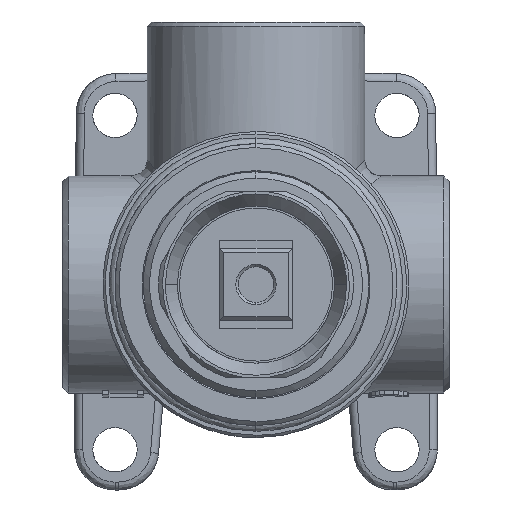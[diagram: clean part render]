
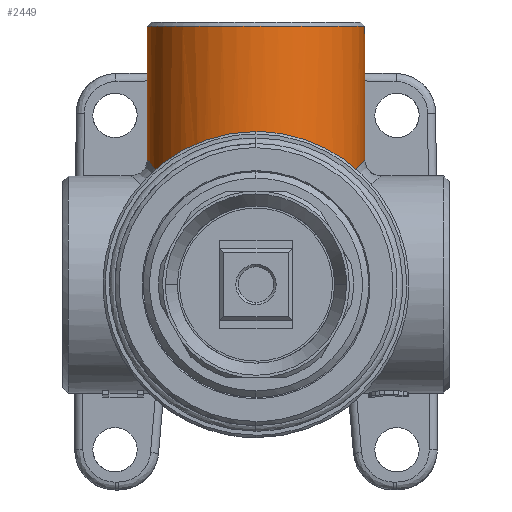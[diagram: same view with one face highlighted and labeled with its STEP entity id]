
A CAD part, front view. The second image highlights one B-rep face of the part: STEP entity #2449.
In plain terms, the highlighted cylindrical face has radius 13.5 mm (diameter 27 mm), a partial arc.
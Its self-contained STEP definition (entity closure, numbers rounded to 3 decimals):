
#1022=B_SPLINE_CURVE_WITH_KNOTS('',3,(#27300,#27301,#27302,#27303,#27304,
#27305,#27306,#27307,#27308,#27309,#27310,#27311,#27312,#27313,#27314,#27315,
#27316),.UNSPECIFIED.,.F.,.F.,(4,1,1,1,1,1,1,1,1,1,1,1,1,1,4),(0.,1.099,
2.198,3.297,4.396,5.495,6.594,
7.693,8.793,9.892,10.991,12.09,
13.189,14.288,15.387),.UNSPECIFIED.);
#1025=B_SPLINE_CURVE_WITH_KNOTS('',1,(#27342,#27343),.UNSPECIFIED.,.F.,
 .F.,(2,2),(-2.225,0.),.UNSPECIFIED.);
#1026=B_SPLINE_CURVE_WITH_KNOTS('',3,(#27344,#27345,#27346,#27347,#27348,
#27349,#27350,#27351,#27352,#27353,#27354,#27355,#27356,#27357,#27358,#27359,
#27360,#27361,#27362,#27363,#27364,#27365,#27366,#27367,#27368,#27369,#27370,
#27371,#27372,#27373,#27374,#27375),.UNSPECIFIED.,.F.,.F.,(4,1,1,1,1,1,
1,1,1,1,1,1,1,1,1,1,1,1,1,1,1,1,1,1,1,1,1,1,1,4),(-25.115,-24.249,
-23.383,-22.517,-21.651,-20.785,
-19.919,-19.053,-18.187,-17.321,
-16.455,-15.589,-14.723,-13.857,
-12.991,-12.125,-11.259,-10.393,
-9.526,-8.66,-7.794,-6.928,
-6.062,-5.196,-4.33,-3.464,
-2.598,-1.732,-0.866,0.),
 .UNSPECIFIED.);
#1027=B_SPLINE_CURVE_WITH_KNOTS('',1,(#27376,#27377),.UNSPECIFIED.,.F.,
 .F.,(2,2),(-16.6,0.),.UNSPECIFIED.);
#1028=B_SPLINE_CURVE_WITH_KNOTS('',1,(#27383,#27384),.UNSPECIFIED.,.F.,
 .F.,(2,2),(-16.6,0.),.UNSPECIFIED.);
#1030=B_SPLINE_CURVE_WITH_KNOTS('',1,(#27390,#27391),.UNSPECIFIED.,.F.,
 .F.,(2,2),(0.,2.225),.UNSPECIFIED.);
#1050=B_SPLINE_CURVE_WITH_KNOTS('',3,(#27556,#27557,#27558,#27559,#27560,
#27561,#27562,#27563,#27564,#27565,#27566,#27567),.UNSPECIFIED.,.F.,.F.,
(4,1,1,1,1,1,1,1,1,4),(0.,1.712,3.424,5.136,
6.848,8.56,10.272,11.983,13.695,
15.407),.UNSPECIFIED.);
#1822=CYLINDRICAL_SURFACE('',#11821,13.5);
#2449=ADVANCED_FACE('',(#3154),#1822,.T.);
#3154=FACE_OUTER_BOUND('',#3908,.T.);
#3908=EDGE_LOOP('',(#6791,#6792,#6793,#6794,#6795,#6796,#6797,#6798));
#6791=ORIENTED_EDGE('',*,*,#8987,.T.);
#6792=ORIENTED_EDGE('',*,*,#8997,.T.);
#6793=ORIENTED_EDGE('',*,*,#8996,.T.);
#6794=ORIENTED_EDGE('',*,*,#8995,.T.);
#6795=ORIENTED_EDGE('',*,*,#9026,.T.);
#6796=ORIENTED_EDGE('',*,*,#9000,.T.);
#6797=ORIENTED_EDGE('',*,*,#8994,.T.);
#6798=ORIENTED_EDGE('',*,*,#8993,.T.);
#8987=EDGE_CURVE('',#10845,#10911,#1022,.T.);
#8993=EDGE_CURVE('',#10844,#10845,#1025,.T.);
#8994=EDGE_CURVE('',#10847,#10844,#1026,.T.);
#8995=EDGE_CURVE('',#10914,#10913,#1027,.T.);
#8996=EDGE_CURVE('',#10915,#10914,#9892,.T.);
#8997=EDGE_CURVE('',#10911,#10915,#1028,.T.);
#9000=EDGE_CURVE('',#10912,#10847,#1030,.T.);
#9026=EDGE_CURVE('',#10913,#10912,#1050,.T.);
#9892=(
BOUNDED_CURVE()
B_SPLINE_CURVE(2,(#27378,#27379,#27380,#27381,#27382),.UNSPECIFIED.,.F.,
 .F.)
B_SPLINE_CURVE_WITH_KNOTS((3,2,3),(-42.412,-21.206,
0.),.UNSPECIFIED.)
CURVE()
GEOMETRIC_REPRESENTATION_ITEM()
RATIONAL_B_SPLINE_CURVE((1.,0.707,1.,0.707,1.))
REPRESENTATION_ITEM('')
);
#10844=VERTEX_POINT('',#24784);
#10845=VERTEX_POINT('',#24785);
#10847=VERTEX_POINT('',#24787);
#10911=VERTEX_POINT('',#24851);
#10912=VERTEX_POINT('',#24852);
#10913=VERTEX_POINT('',#24853);
#10914=VERTEX_POINT('',#24854);
#10915=VERTEX_POINT('',#24855);
#11821=AXIS2_PLACEMENT_3D('',#21568,#12340,$);
#12340=DIRECTION('',(-1.,0.,0.));
#21568=CARTESIAN_POINT('',(20.333,0.,0.));
#24784=CARTESIAN_POINT('',(10.79,-7.46,11.251));
#24785=CARTESIAN_POINT('',(8.566,-7.46,11.251));
#24787=CARTESIAN_POINT('',(10.79,7.46,11.251));
#24851=CARTESIAN_POINT('',(15.5,-13.5,0.));
#24852=CARTESIAN_POINT('',(8.566,7.46,11.251));
#24853=CARTESIAN_POINT('',(15.5,13.5,0.));
#24854=CARTESIAN_POINT('',(32.1,13.5,0.));
#24855=CARTESIAN_POINT('',(32.1,-13.5,0.));
#27300=CARTESIAN_POINT('',(8.566,-7.46,11.251));
#27301=CARTESIAN_POINT('',(8.954,-7.798,11.027));
#27302=CARTESIAN_POINT('',(9.702,-8.45,10.552));
#27303=CARTESIAN_POINT('',(10.757,-9.369,9.745));
#27304=CARTESIAN_POINT('',(11.679,-10.172,8.899));
#27305=CARTESIAN_POINT('',(12.448,-10.841,8.066));
#27306=CARTESIAN_POINT('',(13.089,-11.4,7.251));
#27307=CARTESIAN_POINT('',(13.623,-11.865,6.46));
#27308=CARTESIAN_POINT('',(14.064,-12.249,5.695));
#27309=CARTESIAN_POINT('',(14.418,-12.558,4.974));
#27310=CARTESIAN_POINT('',(14.709,-12.811,4.28));
#27311=CARTESIAN_POINT('',(14.965,-13.034,3.547));
#27312=CARTESIAN_POINT('',(15.179,-13.22,2.774));
#27313=CARTESIAN_POINT('',(15.346,-13.366,1.958));
#27314=CARTESIAN_POINT('',(15.465,-13.47,1.062));
#27315=CARTESIAN_POINT('',(15.5,-13.5,0.367));
#27316=CARTESIAN_POINT('',(15.5,-13.5,0.));
#27342=CARTESIAN_POINT('',(10.79,-7.46,11.251));
#27343=CARTESIAN_POINT('',(8.566,-7.46,11.251));
#27344=CARTESIAN_POINT('',(10.79,7.46,11.251));
#27345=CARTESIAN_POINT('',(11.266,7.46,11.251));
#27346=CARTESIAN_POINT('',(12.164,7.393,11.296));
#27347=CARTESIAN_POINT('',(13.39,7.122,11.471));
#27348=CARTESIAN_POINT('',(14.392,6.752,11.693));
#27349=CARTESIAN_POINT('',(15.214,6.332,11.926));
#27350=CARTESIAN_POINT('',(15.91,5.875,12.159));
#27351=CARTESIAN_POINT('',(16.528,5.369,12.391));
#27352=CARTESIAN_POINT('',(17.087,4.804,12.622));
#27353=CARTESIAN_POINT('',(17.582,4.182,12.842));
#27354=CARTESIAN_POINT('',(17.984,3.544,13.032));
#27355=CARTESIAN_POINT('',(18.282,2.95,13.178));
#27356=CARTESIAN_POINT('',(18.515,2.365,13.296));
#27357=CARTESIAN_POINT('',(18.704,1.732,13.394));
#27358=CARTESIAN_POINT('',(18.833,1.085,13.461));
#27359=CARTESIAN_POINT('',(18.901,0.448,13.498));
#27360=CARTESIAN_POINT('',(18.913,-0.187,13.504));
#27361=CARTESIAN_POINT('',(18.868,-0.822,13.48));
#27362=CARTESIAN_POINT('',(18.765,-1.459,13.426));
#27363=CARTESIAN_POINT('',(18.612,-2.061,13.346));
#27364=CARTESIAN_POINT('',(18.412,-2.642,13.244));
#27365=CARTESIAN_POINT('',(18.128,-3.278,13.102));
#27366=CARTESIAN_POINT('',(17.748,-3.937,12.919));
#27367=CARTESIAN_POINT('',(17.294,-4.559,12.712));
#27368=CARTESIAN_POINT('',(16.773,-5.135,12.49));
#27369=CARTESIAN_POINT('',(16.18,-5.669,12.257));
#27370=CARTESIAN_POINT('',(15.469,-6.18,12.007));
#27371=CARTESIAN_POINT('',(14.589,-6.669,11.742));
#27372=CARTESIAN_POINT('',(13.463,-7.107,11.48));
#27373=CARTESIAN_POINT('',(12.138,-7.399,11.292));
#27374=CARTESIAN_POINT('',(11.248,-7.46,11.251));
#27375=CARTESIAN_POINT('',(10.79,-7.46,11.251));
#27376=CARTESIAN_POINT('',(32.1,13.5,0.));
#27377=CARTESIAN_POINT('',(15.5,13.5,0.));
#27378=CARTESIAN_POINT('',(32.1,-13.5,0.));
#27379=CARTESIAN_POINT('',(32.1,-13.5,13.5));
#27380=CARTESIAN_POINT('',(32.1,0.,13.5));
#27381=CARTESIAN_POINT('',(32.1,13.5,13.5));
#27382=CARTESIAN_POINT('',(32.1,13.5,0.));
#27383=CARTESIAN_POINT('',(15.5,-13.5,0.));
#27384=CARTESIAN_POINT('',(32.1,-13.5,0.));
#27390=CARTESIAN_POINT('',(8.566,7.46,11.251));
#27391=CARTESIAN_POINT('',(10.79,7.46,11.251));
#27556=CARTESIAN_POINT('',(15.5,13.5,0.));
#27557=CARTESIAN_POINT('',(15.5,13.5,0.547));
#27558=CARTESIAN_POINT('',(15.424,13.434,1.655));
#27559=CARTESIAN_POINT('',(15.062,13.119,3.343));
#27560=CARTESIAN_POINT('',(14.441,12.578,5.));
#27561=CARTESIAN_POINT('',(13.663,11.9,6.43));
#27562=CARTESIAN_POINT('',(12.846,11.188,7.591));
#27563=CARTESIAN_POINT('',(11.99,10.443,8.585));
#27564=CARTESIAN_POINT('',(11.031,9.607,9.512));
#27565=CARTESIAN_POINT('',(9.917,8.638,10.405));
#27566=CARTESIAN_POINT('',(9.038,7.872,10.979));
#27567=CARTESIAN_POINT('',(8.566,7.46,11.251));
